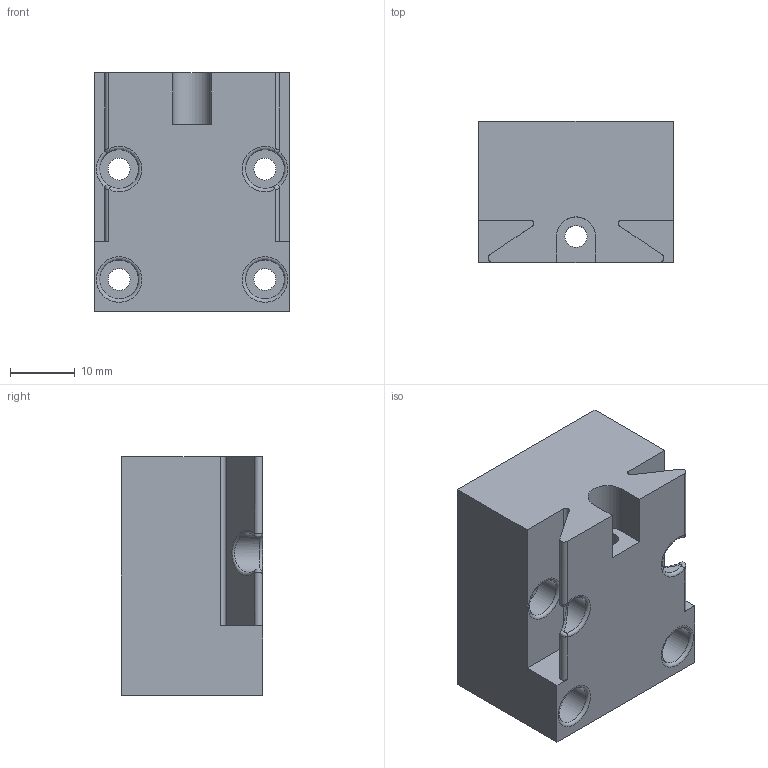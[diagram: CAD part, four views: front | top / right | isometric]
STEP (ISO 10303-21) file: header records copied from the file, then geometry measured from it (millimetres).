
FILE_DESCRIPTION(/* description */ ('STEP AP242','CAx-IF Rec.Pracs.---Representation and Presentation of Product Manufacturing Information (PMI)---4.0---2014-10-13','CAx-IF Rec.Pracs.---3D Tessellated Geometry---0.4---2014-09-14','2;1'),/* implementation_level */ '2;1');
FILE_NAME(/* name */ '674568aaf57929090f32b133',/* time_stamp */ '2024-11-26T06:20:27Z',/* author */ (''),/* organization */ (''),/* preprocessor_version */ 'ST-DEVELOPER v20',/* originating_system */ 'ONSHAPE BY PTC INC, 1.190',/* authorisation */ ' ');
FILE_SCHEMA (('AP242_MANAGED_MODEL_BASED_3D_ENGINEERING_MIM_LF { 1 0 10303 442 1 1 4 }'));
Length unit declared in the file: metre
Products named in the file (1): ZA Adapter
Bounding box: 30 x 21.72 x 36.75 mm (x, y, z)
Volume: 20304.4 mm3; surface area: 6922.2 mm2
Topology: 1 solids, 1 shells, 51 faces, 122 edges, 78 vertices
Faces by surface type: plane 20, cylinder 18, bspline 12, cone 1
Full cylindrical faces by diameter (mm): 3.4 x5, 6 x4
Entity records: 2162 total; most frequent: CARTESIAN_POINT 1080, ORIENTED_EDGE 212, DIRECTION 180, EDGE_CURVE 106, EDGE_LOOP 80, FACE_BOUND 80, VERTEX_POINT 76, AXIS2_PLACEMENT_3D 66
